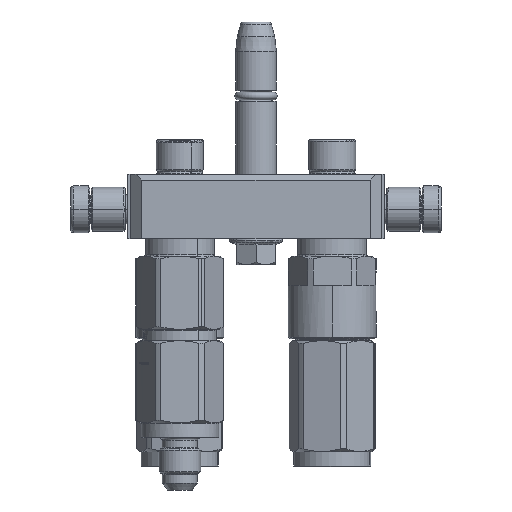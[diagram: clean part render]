
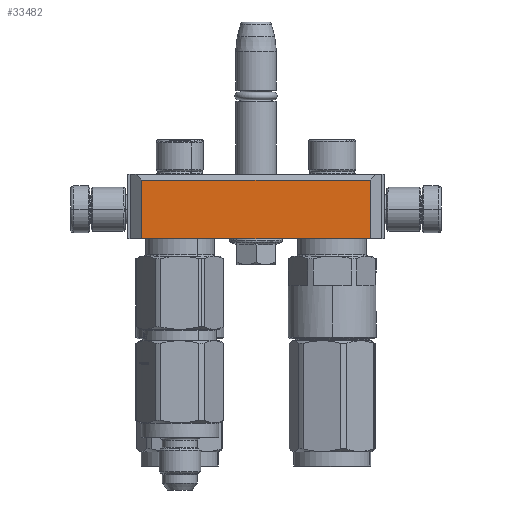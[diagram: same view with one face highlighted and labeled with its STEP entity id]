
A CAD part, left-side view. The second image highlights one B-rep face of the part: STEP entity #33482.
In plain terms, the highlighted planar face has unit normal (-1, 0, 0).
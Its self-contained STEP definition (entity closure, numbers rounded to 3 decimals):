
#3621 = VECTOR ( 'NONE', #61419, 1000. ) ;
#4767 = VERTEX_POINT ( 'NONE', #26364 ) ;
#5571 = AXIS2_PLACEMENT_3D ( 'NONE', #30177, #44824, #6543 ) ;
#6543 = DIRECTION ( 'NONE',  ( 0., -1., 0. ) ) ;
#8751 = DIRECTION ( 'NONE',  ( 0., 0., -1. ) ) ;
#10892 = CARTESIAN_POINT ( 'NONE',  ( -40., -39., 2. ) ) ;
#11101 = DIRECTION ( 'NONE',  ( 0., 1., 0. ) ) ;
#12950 = CARTESIAN_POINT ( 'NONE',  ( -40., 39., 22. ) ) ;
#13011 = DIRECTION ( 'NONE',  ( 0., -1., 0. ) ) ;
#14885 = LINE ( 'NONE', #36145, #3621 ) ;
#15858 = VERTEX_POINT ( 'NONE', #16008 ) ;
#16008 = CARTESIAN_POINT ( 'NONE',  ( -40., -39., 2. ) ) ;
#17366 = VECTOR ( 'NONE', #13011, 1000. ) ;
#18466 = LINE ( 'NONE', #10892, #37341 ) ;
#20462 = PLANE ( 'NONE',  #5571 ) ;
#22109 = VECTOR ( 'NONE', #8751, 1000. ) ;
#22666 = LINE ( 'NONE', #45669, #17366 ) ;
#23965 = CARTESIAN_POINT ( 'NONE',  ( -40., -39., 22. ) ) ;
#25873 = VERTEX_POINT ( 'NONE', #31831 ) ;
#26364 = CARTESIAN_POINT ( 'NONE',  ( -40., 39., 22. ) ) ;
#28212 = EDGE_CURVE ( 'NONE', #32370, #15858, #14885, .T. ) ;
#30177 = CARTESIAN_POINT ( 'NONE',  ( -40., 44., 0. ) ) ;
#31831 = CARTESIAN_POINT ( 'NONE',  ( -40., 39., 2. ) ) ;
#31931 = LINE ( 'NONE', #12950, #22109 ) ;
#32370 = VERTEX_POINT ( 'NONE', #23965 ) ;
#33482 = ADVANCED_FACE ( 'NONE', ( #42498 ), #20462, .T. ) ;
#33967 = EDGE_CURVE ( 'NONE', #4767, #25873, #31931, .T. ) ;
#36080 = EDGE_CURVE ( 'NONE', #4767, #32370, #22666, .T. ) ;
#36145 = CARTESIAN_POINT ( 'NONE',  ( -40., -39., 22. ) ) ;
#37341 = VECTOR ( 'NONE', #11101, 1000. ) ;
#42498 = FACE_OUTER_BOUND ( 'NONE', #58022, .T. ) ;
#44102 = ORIENTED_EDGE ( 'NONE', *, *, #33967, .T. ) ;
#44131 = ORIENTED_EDGE ( 'NONE', *, *, #36080, .F. ) ;
#44824 = DIRECTION ( 'NONE',  ( -1., 0., 0. ) ) ;
#45669 = CARTESIAN_POINT ( 'NONE',  ( -40., 39., 22. ) ) ;
#49385 = ORIENTED_EDGE ( 'NONE', *, *, #28212, .F. ) ;
#55256 = ORIENTED_EDGE ( 'NONE', *, *, #61739, .F. ) ;
#58022 = EDGE_LOOP ( 'NONE', ( #44131, #44102, #55256, #49385 ) ) ;
#61419 = DIRECTION ( 'NONE',  ( 0., 0., -1. ) ) ;
#61739 = EDGE_CURVE ( 'NONE', #15858, #25873, #18466, .T. ) ;
